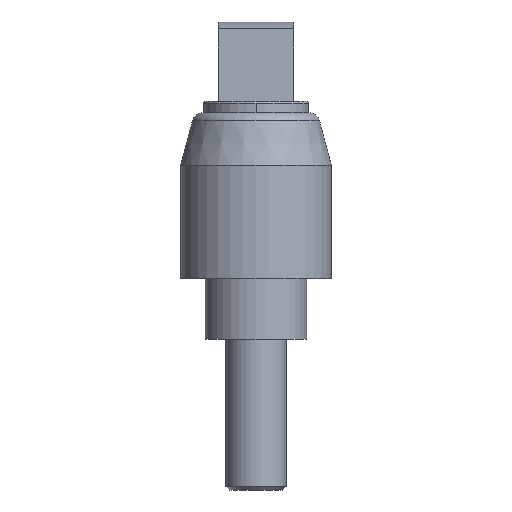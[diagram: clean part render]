
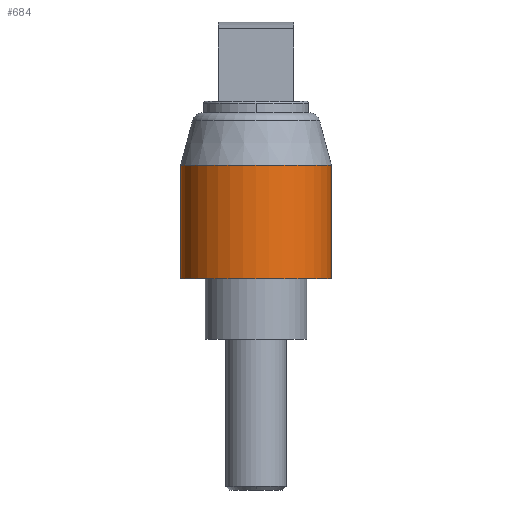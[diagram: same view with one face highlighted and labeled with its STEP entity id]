
A CAD part, left-side view. The second image highlights one B-rep face of the part: STEP entity #684.
In plain terms, the highlighted cylindrical face has radius 10 mm (diameter 20 mm), a partial arc.
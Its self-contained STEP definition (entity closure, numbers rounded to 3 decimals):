
#3 = VERTEX_POINT ( 'NONE', #639 ) ;
#25 = CARTESIAN_POINT ( 'NONE',  ( 0., 0., 32.5 ) ) ;
#43 = VERTEX_POINT ( 'NONE', #1004 ) ;
#57 = DIRECTION ( 'NONE',  ( 0., 1., 0. ) ) ;
#62 = CYLINDRICAL_SURFACE ( 'NONE', #454, 10. ) ;
#81 = CARTESIAN_POINT ( 'NONE',  ( 0., 10., 32.5 ) ) ;
#244 = ORIENTED_EDGE ( 'NONE', *, *, #1095, .T. ) ;
#259 = EDGE_LOOP ( 'NONE', ( #244, #778, #687, #1024 ) ) ;
#280 = CIRCLE ( 'NONE', #738, 10. ) ;
#315 = VECTOR ( 'NONE', #432, 1000. ) ;
#324 = LINE ( 'NONE', #81, #315 ) ;
#362 = CARTESIAN_POINT ( 'NONE',  ( 0., -10., 32.5 ) ) ;
#368 = DIRECTION ( 'NONE',  ( 0.866, -0.5, 0. ) ) ;
#389 = CARTESIAN_POINT ( 'NONE',  ( 0., 0., 8. ) ) ;
#428 = EDGE_CURVE ( 'NONE', #43, #582, #958, .T. ) ;
#432 = DIRECTION ( 'NONE',  ( 0., 0., -1. ) ) ;
#436 = FACE_OUTER_BOUND ( 'NONE', #259, .T. ) ;
#450 = DIRECTION ( 'NONE',  ( 0., 0., -1. ) ) ;
#454 = AXIS2_PLACEMENT_3D ( 'NONE', #25, #1064, #777 ) ;
#465 = CARTESIAN_POINT ( 'NONE',  ( 0., 10., 23. ) ) ;
#535 = DIRECTION ( 'NONE',  ( 0., 0., -1. ) ) ;
#537 = EDGE_CURVE ( 'NONE', #3, #582, #1083, .T. ) ;
#560 = DIRECTION ( 'NONE',  ( 0., 0., 1. ) ) ;
#582 = VERTEX_POINT ( 'NONE', #790 ) ;
#639 = CARTESIAN_POINT ( 'NONE',  ( 0., -10., 23. ) ) ;
#684 = ADVANCED_FACE ( 'NONE', ( #436 ), #62, .T. ) ;
#687 = ORIENTED_EDGE ( 'NONE', *, *, #428, .T. ) ;
#738 = AXIS2_PLACEMENT_3D ( 'NONE', #976, #450, #368 ) ;
#777 = DIRECTION ( 'NONE',  ( 0., -1., 0. ) ) ;
#778 = ORIENTED_EDGE ( 'NONE', *, *, #1051, .T. ) ;
#790 = CARTESIAN_POINT ( 'NONE',  ( 0., -10., 8. ) ) ;
#807 = VERTEX_POINT ( 'NONE', #465 ) ;
#913 = VECTOR ( 'NONE', #535, 1000. ) ;
#958 = CIRCLE ( 'NONE', #991, 10. ) ;
#976 = CARTESIAN_POINT ( 'NONE',  ( 0., 0., 23. ) ) ;
#991 = AXIS2_PLACEMENT_3D ( 'NONE', #389, #560, #57 ) ;
#1004 = CARTESIAN_POINT ( 'NONE',  ( 0., 10., 8. ) ) ;
#1024 = ORIENTED_EDGE ( 'NONE', *, *, #537, .F. ) ;
#1051 = EDGE_CURVE ( 'NONE', #807, #43, #324, .T. ) ;
#1064 = DIRECTION ( 'NONE',  ( 0., 0., -1. ) ) ;
#1083 = LINE ( 'NONE', #362, #913 ) ;
#1095 = EDGE_CURVE ( 'NONE', #3, #807, #280, .T. ) ;
